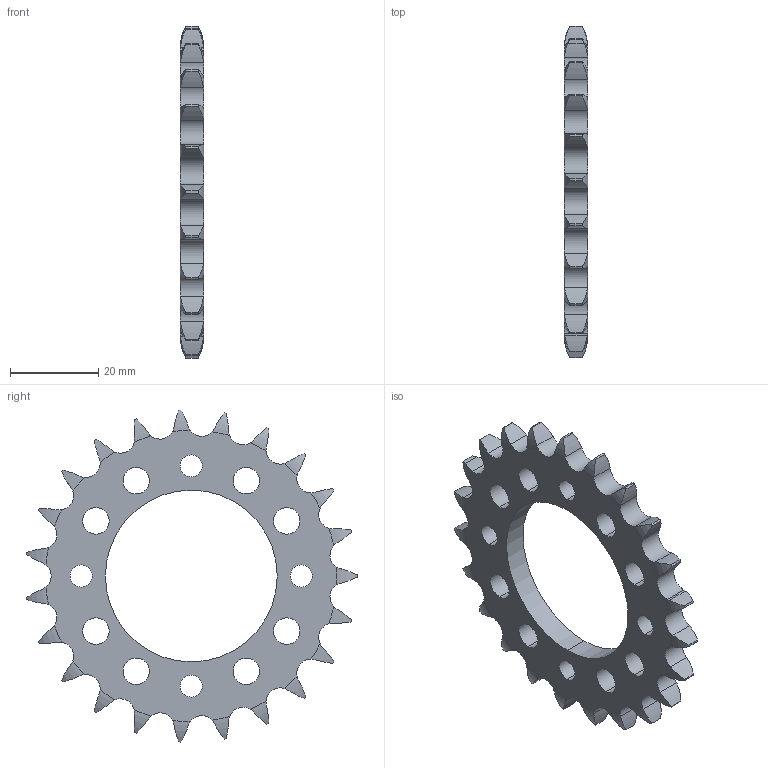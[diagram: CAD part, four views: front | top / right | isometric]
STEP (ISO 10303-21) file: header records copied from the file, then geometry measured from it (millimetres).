
FILE_DESCRIPTION (( 'STEP AP203' ), '1' );
FILE_NAME ('23Z 06B-1.STEP', '2017-03-11T22:06:21', ( '' ), ( '' ), 'SwSTEP 2.0', 'SolidWorks 2015', '' );
FILE_SCHEMA (( 'CONFIG_CONTROL_DESIGN' ));
Length unit declared in the file: millimetre
Products named in the file (1): 23Z 06B-1
Bounding box: 5.32 x 75.19 x 75.36 mm (x, y, z)
Volume: 10969.1 mm3; surface area: 7740 mm2
Topology: 1 solids, 1 shells, 185 faces, 541 edges, 358 vertices
Faces by surface type: cylinder 129, torus 46, cone 8, plane 2
Entity records: 6708 total; most frequent: CARTESIAN_POINT 1851, ORIENTED_EDGE 1082, DIRECTION 929, EDGE_CURVE 541, AXIS2_PLACEMENT_3D 396, VERTEX_POINT 358, EDGE_LOOP 211, CIRCLE 210
